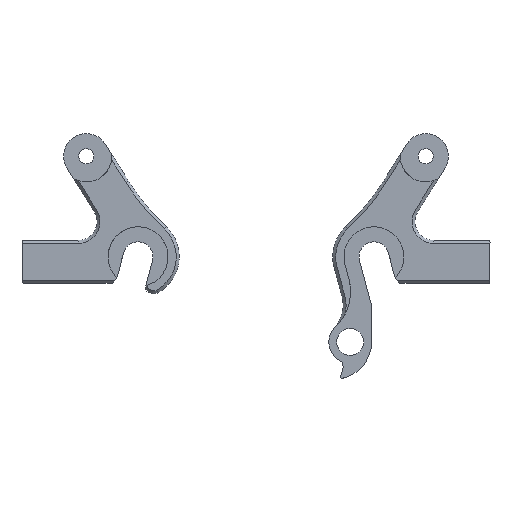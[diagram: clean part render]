
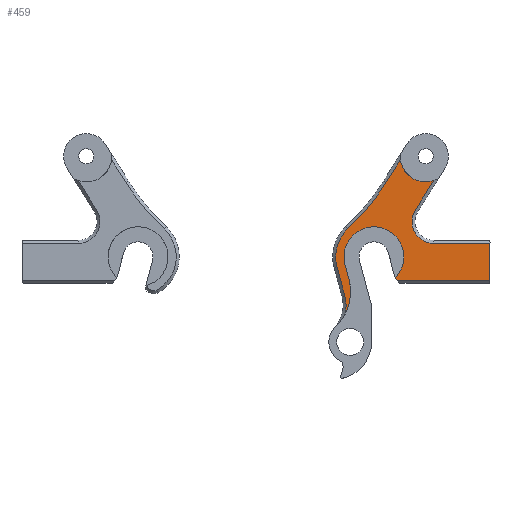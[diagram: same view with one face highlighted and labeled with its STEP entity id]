
A CAD part, top view. The second image highlights one B-rep face of the part: STEP entity #459.
In plain terms, the highlighted planar face has unit normal (0, 0, 1).
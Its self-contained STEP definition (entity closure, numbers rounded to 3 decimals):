
#16 = VERTEX_POINT ( 'NONE', #1407 ) ;
#17 = VERTEX_POINT ( 'NONE', #1480 ) ;
#85 = VERTEX_POINT ( 'NONE', #1331 ) ;
#86 = VERTEX_POINT ( 'NONE', #1398 ) ;
#87 = VERTEX_POINT ( 'NONE', #1343 ) ;
#91 = VERTEX_POINT ( 'NONE', #1447 ) ;
#95 = VERTEX_POINT ( 'NONE', #1372 ) ;
#101 = VERTEX_POINT ( 'NONE', #1402 ) ;
#108 = VERTEX_POINT ( 'NONE', #1316 ) ;
#153 = EDGE_LOOP ( 'NONE', ( #2132, #2136, #2169, #2185, #2110, #2200, #2199, #2121, #2112, #2178, #2192, #2124, #2128, #2100, #2188 ) ) ;
#274 = DIRECTION ( 'NONE',  ( 1., 0., 0. ) ) ;
#281 = CARTESIAN_POINT ( 'NONE',  ( 4.084, 25.139, 5. ) ) ;
#291 = CARTESIAN_POINT ( 'NONE',  ( 20.248, 4.563, 5. ) ) ;
#292 = DIRECTION ( 'NONE',  ( 0., 0., -1. ) ) ;
#293 = CARTESIAN_POINT ( 'NONE',  ( 20.248, 11.913, 5. ) ) ;
#294 = DIRECTION ( 'NONE',  ( 0.53, 0.848, 0. ) ) ;
#295 = CARTESIAN_POINT ( 'NONE',  ( 17.567, 34.104, 5. ) ) ;
#300 = DIRECTION ( 'NONE',  ( 1., 0., 0. ) ) ;
#304 = DIRECTION ( 'NONE',  ( 0., 0., 1. ) ) ;
#305 = DIRECTION ( 'NONE',  ( -1., 0., 0. ) ) ;
#306 = DIRECTION ( 'NONE',  ( -0.53, -0.848, 0. ) ) ;
#404 = PLANE ( 'NONE',  #2603 ) ;
#411 = DIRECTION ( 'NONE',  ( 0., 0., 1. ) ) ;
#420 = DIRECTION ( 'NONE',  ( 1., 0., 0. ) ) ;
#430 = CARTESIAN_POINT ( 'NONE',  ( 0., 0., 5. ) ) ;
#459 = ADVANCED_FACE ( 'NONE', ( #2527 ), #404, .T. ) ;
#525 = EDGE_CURVE ( 'NONE', #108, #85, #1919, .T. ) ;
#527 = EDGE_CURVE ( 'NONE', #2737, #91, #1962, .T. ) ;
#551 = EDGE_CURVE ( 'NONE', #16, #86, #1197, .T. ) ;
#553 = EDGE_CURVE ( 'NONE', #85, #17, #1231, .T. ) ;
#554 = EDGE_CURVE ( 'NONE', #2762, #17, #1193, .T. ) ;
#555 = EDGE_CURVE ( 'NONE', #16, #108, #1204, .T. ) ;
#558 = EDGE_CURVE ( 'NONE', #91, #95, #1233, .T. ) ;
#559 = EDGE_CURVE ( 'NONE', #95, #2762, #1234, .T. ) ;
#654 = DIRECTION ( 'NONE',  ( 0., 0., -1. ) ) ;
#665 = CARTESIAN_POINT ( 'NONE',  ( -24.028, -11.901, 5. ) ) ;
#669 = CARTESIAN_POINT ( 'NONE',  ( 0., 0., 5. ) ) ;
#671 = DIRECTION ( 'NONE',  ( 1., 0., 0. ) ) ;
#676 = DIRECTION ( 'NONE',  ( 0., 0., -1. ) ) ;
#678 = DIRECTION ( 'NONE',  ( 1., 0., 0. ) ) ;
#683 = DIRECTION ( 'NONE',  ( 0.259, -0.966, 0. ) ) ;
#691 = CARTESIAN_POINT ( 'NONE',  ( -61.386, 66.049, 5. ) ) ;
#692 = DIRECTION ( 'NONE',  ( 1., 0., 0. ) ) ;
#711 = DIRECTION ( 'NONE',  ( 0., 0., 1. ) ) ;
#712 = CARTESIAN_POINT ( 'NONE',  ( 21.073, 27.102, 5. ) ) ;
#717 = DIRECTION ( 'NONE',  ( 1., 0., 0. ) ) ;
#727 = DIRECTION ( 'NONE',  ( 0., 0., 1. ) ) ;
#729 = DIRECTION ( 'NONE',  ( 0., 0., -1. ) ) ;
#737 = DIRECTION ( 'NONE',  ( 0., 0., 1. ) ) ;
#740 = CARTESIAN_POINT ( 'NONE',  ( 0., 0., 5. ) ) ;
#743 = CARTESIAN_POINT ( 'NONE',  ( 12.966, -4.227, 5. ) ) ;
#751 = DIRECTION ( 'NONE',  ( 0.259, -0.966, 0. ) ) ;
#754 = CARTESIAN_POINT ( 'NONE',  ( -21.557, -16.46, 5. ) ) ;
#756 = CARTESIAN_POINT ( 'NONE',  ( -9.857, -13.325, 5. ) ) ;
#759 = DIRECTION ( 'NONE',  ( 1., 0., 0. ) ) ;
#779 = DIRECTION ( 'NONE',  ( 1., 0., 0. ) ) ;
#780 = CARTESIAN_POINT ( 'NONE',  ( -8.448, -7.726, 5. ) ) ;
#784 = EDGE_CURVE ( 'NONE', #87, #2831, #1207, .T. ) ;
#785 = EDGE_CURVE ( 'NONE', #2848, #2843, #1232, .T. ) ;
#787 = EDGE_CURVE ( 'NONE', #2843, #87, #1982, .T. ) ;
#788 = EDGE_CURVE ( 'NONE', #101, #2831, #1205, .T. ) ;
#793 = EDGE_CURVE ( 'NONE', #101, #2737, #944, .T. ) ;
#809 = EDGE_CURVE ( 'NONE', #856, #2848, #957, .T. ) ;
#812 = EDGE_CURVE ( 'NONE', #86, #856, #968, .T. ) ;
#830 = CARTESIAN_POINT ( 'NONE',  ( 39.37, -8.042, 5. ) ) ;
#856 = VERTEX_POINT ( 'NONE', #830 ) ;
#944 = LINE ( 'NONE', #281, #947 ) ;
#947 = VECTOR ( 'NONE', #306, 1000. ) ;
#957 = LINE ( 'NONE', #1266, #966 ) ;
#966 = VECTOR ( 'NONE', #1247, 1000. ) ;
#968 = LINE ( 'NONE', #2236, #970 ) ;
#970 = VECTOR ( 'NONE', #2207, 1000. ) ;
#1193 = CIRCLE ( 'NONE', #2671, 12.112 ) ;
#1196 = VECTOR ( 'NONE', #305, 1000. ) ;
#1197 = CIRCLE ( 'NONE', #2669, 6.35 ) ;
#1198 = VECTOR ( 'NONE', #683, 1000. ) ;
#1204 = CIRCLE ( 'NONE', #2672, 10.16 ) ;
#1205 = CIRCLE ( 'NONE', #2681, 8.699 ) ;
#1206 = VECTOR ( 'NONE', #294, 1000. ) ;
#1207 = LINE ( 'NONE', #712, #1206 ) ;
#1231 = CIRCLE ( 'NONE', #2670, 16.129 ) ;
#1232 = LINE ( 'NONE', #291, #1196 ) ;
#1233 = CIRCLE ( 'NONE', #2674, 12.97 ) ;
#1234 = LINE ( 'NONE', #756, #1198 ) ;
#1247 = DIRECTION ( 'NONE',  ( 0., 1., 0. ) ) ;
#1266 = CARTESIAN_POINT ( 'NONE',  ( 39.37, 4.801, 5. ) ) ;
#1316 = CARTESIAN_POINT ( 'NONE',  ( -9.814, -2.63, 5. ) ) ;
#1331 = CARTESIAN_POINT ( 'NONE',  ( -8.448, -7.726, 5. ) ) ;
#1343 = CARTESIAN_POINT ( 'NONE',  ( 14.015, 15.807, 5. ) ) ;
#1372 = CARTESIAN_POINT ( 'NONE',  ( -12.528, -3.357, 5. ) ) ;
#1398 = CARTESIAN_POINT ( 'NONE',  ( 7.89, -8.042, 5. ) ) ;
#1402 = CARTESIAN_POINT ( 'NONE',  ( 8.948, 32.923, 5. ) ) ;
#1407 = CARTESIAN_POINT ( 'NONE',  ( 7.291, -7.076, 5. ) ) ;
#1447 = CARTESIAN_POINT ( 'NONE',  ( -8.83, 9.5, 5. ) ) ;
#1480 = CARTESIAN_POINT ( 'NONE',  ( -9.862, -19.612, 5. ) ) ;
#1804 = CARTESIAN_POINT ( 'NONE',  ( 4.084, 25.139, 5. ) ) ;
#1813 = CARTESIAN_POINT ( 'NONE',  ( -9.857, -13.325, 5. ) ) ;
#1826 = CARTESIAN_POINT ( 'NONE',  ( 20.284, 25.84, 5. ) ) ;
#1835 = CARTESIAN_POINT ( 'NONE',  ( 20.248, 4.563, 5. ) ) ;
#1840 = CARTESIAN_POINT ( 'NONE',  ( 39.37, 4.563, 5. ) ) ;
#1917 = VECTOR ( 'NONE', #751, 1000. ) ;
#1919 = LINE ( 'NONE', #780, #1917 ) ;
#1962 = CIRCLE ( 'NONE', #2659, 77.2 ) ;
#1982 = CIRCLE ( 'NONE', #2680, 7.35 ) ;
#2100 = ORIENTED_EDGE ( 'NONE', *, *, #527, .T. ) ;
#2110 = ORIENTED_EDGE ( 'NONE', *, *, #555, .F. ) ;
#2112 = ORIENTED_EDGE ( 'NONE', *, *, #785, .T. ) ;
#2121 = ORIENTED_EDGE ( 'NONE', *, *, #809, .T. ) ;
#2124 = ORIENTED_EDGE ( 'NONE', *, *, #788, .F. ) ;
#2128 = ORIENTED_EDGE ( 'NONE', *, *, #793, .T. ) ;
#2132 = ORIENTED_EDGE ( 'NONE', *, *, #559, .T. ) ;
#2136 = ORIENTED_EDGE ( 'NONE', *, *, #554, .T. ) ;
#2169 = ORIENTED_EDGE ( 'NONE', *, *, #553, .F. ) ;
#2178 = ORIENTED_EDGE ( 'NONE', *, *, #787, .T. ) ;
#2185 = ORIENTED_EDGE ( 'NONE', *, *, #525, .F. ) ;
#2188 = ORIENTED_EDGE ( 'NONE', *, *, #558, .T. ) ;
#2192 = ORIENTED_EDGE ( 'NONE', *, *, #784, .T. ) ;
#2199 = ORIENTED_EDGE ( 'NONE', *, *, #812, .T. ) ;
#2200 = ORIENTED_EDGE ( 'NONE', *, *, #551, .T. ) ;
#2207 = DIRECTION ( 'NONE',  ( 1., 0., 0. ) ) ;
#2236 = CARTESIAN_POINT ( 'NONE',  ( 38.608, -8.042, 5. ) ) ;
#2527 = FACE_OUTER_BOUND ( 'NONE', #153, .T. ) ;
#2603 = AXIS2_PLACEMENT_3D ( 'NONE', #430, #411, #420 ) ;
#2659 = AXIS2_PLACEMENT_3D ( 'NONE', #691, #676, #692 ) ;
#2669 = AXIS2_PLACEMENT_3D ( 'NONE', #743, #737, #759 ) ;
#2670 = AXIS2_PLACEMENT_3D ( 'NONE', #665, #654, #717 ) ;
#2671 = AXIS2_PLACEMENT_3D ( 'NONE', #754, #729, #671 ) ;
#2672 = AXIS2_PLACEMENT_3D ( 'NONE', #740, #727, #678 ) ;
#2674 = AXIS2_PLACEMENT_3D ( 'NONE', #669, #711, #779 ) ;
#2680 = AXIS2_PLACEMENT_3D ( 'NONE', #293, #292, #274 ) ;
#2681 = AXIS2_PLACEMENT_3D ( 'NONE', #295, #304, #300 ) ;
#2737 = VERTEX_POINT ( 'NONE', #1804 ) ;
#2762 = VERTEX_POINT ( 'NONE', #1813 ) ;
#2831 = VERTEX_POINT ( 'NONE', #1826 ) ;
#2843 = VERTEX_POINT ( 'NONE', #1835 ) ;
#2848 = VERTEX_POINT ( 'NONE', #1840 ) ;
